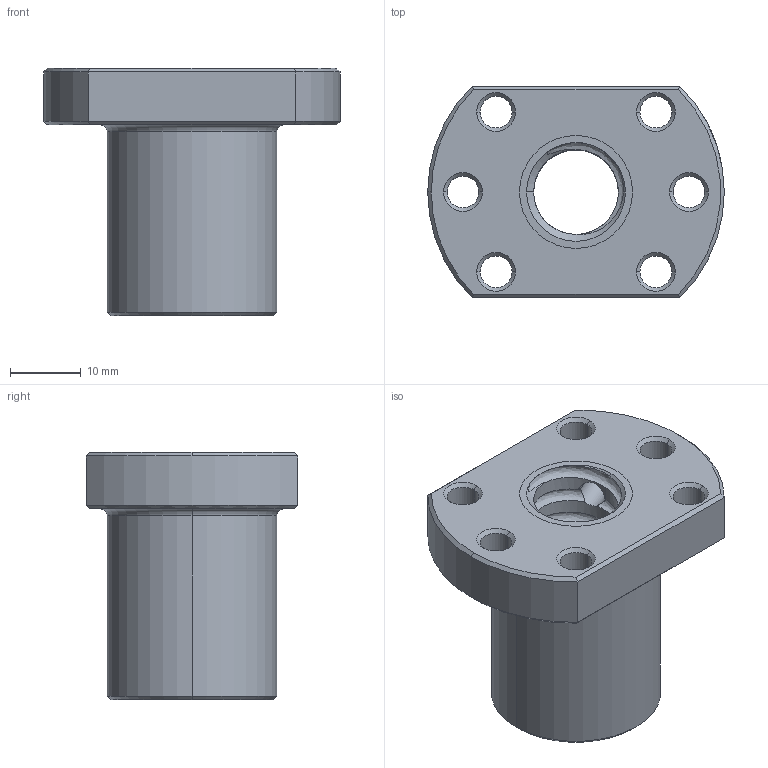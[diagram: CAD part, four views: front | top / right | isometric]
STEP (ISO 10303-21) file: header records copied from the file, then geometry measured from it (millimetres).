
FILE_DESCRIPTION (( 'STEP AP214' ), '1' );
FILE_NAME ('SFU-1204.STEP', '2021-10-01T18:51:36', ( '' ), ( '' ), 'SwSTEP 2.0', 'SolidWorks 2021', '' );
FILE_SCHEMA (( 'AUTOMOTIVE_DESIGN' ));
Length unit declared in the file: millimetre
Products named in the file (1): SFU-1204
Bounding box: 42 x 30 x 35 mm (x, y, z)
Volume: 15840.9 mm3; surface area: 7321.5 mm2
Topology: 1 solids, 1 shells, 80 faces, 202 edges, 126 vertices
Faces by surface type: cylinder 37, cone 25, plane 12, bspline 4, torus 2
Entity records: 7024 total; most frequent: CARTESIAN_POINT 5008, ORIENTED_EDGE 404, DIRECTION 366, EDGE_CURVE 202, AXIS2_PLACEMENT_3D 149, VERTEX_POINT 126, EDGE_LOOP 98, FACE_OUTER_BOUND 80
